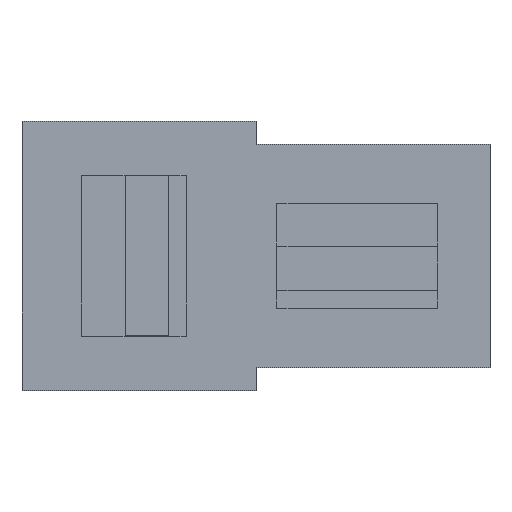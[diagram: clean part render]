
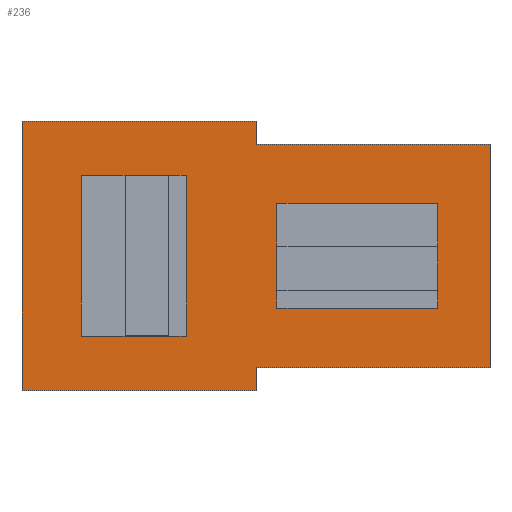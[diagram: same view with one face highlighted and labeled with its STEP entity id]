
A CAD part, top view. The second image highlights one B-rep face of the part: STEP entity #236.
In plain terms, the highlighted planar face has unit normal (0, 0, 1).
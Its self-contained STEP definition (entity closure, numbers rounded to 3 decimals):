
#24 = VERTEX_POINT('',#25);
#25 = CARTESIAN_POINT('',(0.,3.2,6.35));
#31 = EDGE_CURVE('',#24,#32,#34,.T.);
#32 = VERTEX_POINT('',#33);
#33 = CARTESIAN_POINT('',(0.,3.85,6.35));
#34 = LINE('',#35,#36);
#35 = CARTESIAN_POINT('',(0.,3.2,6.35));
#36 = VECTOR('',#37,1.);
#37 = DIRECTION('',(0.,1.,0.));
#62 = EDGE_CURVE('',#24,#63,#65,.T.);
#63 = VERTEX_POINT('',#64);
#64 = CARTESIAN_POINT('',(6.7,3.2,6.35));
#65 = LINE('',#66,#67);
#66 = CARTESIAN_POINT('',(0.,3.2,6.35));
#67 = VECTOR('',#68,1.);
#68 = DIRECTION('',(1.,0.,0.));
#93 = EDGE_CURVE('',#32,#94,#96,.T.);
#94 = VERTEX_POINT('',#95);
#95 = CARTESIAN_POINT('',(-6.7,3.85,6.35));
#96 = LINE('',#97,#98);
#97 = CARTESIAN_POINT('',(0.,3.85,6.35));
#98 = VECTOR('',#99,1.);
#99 = DIRECTION('',(-1.,0.,0.));
#236 = ADVANCED_FACE('',(#237,#280,#346),#412,.T.);
#237 = FACE_BOUND('',#238,.T.);
#238 = EDGE_LOOP('',(#239,#240,#241,#249,#257,#265,#273,#279));
#239 = ORIENTED_EDGE('',*,*,#31,.T.);
#240 = ORIENTED_EDGE('',*,*,#93,.T.);
#241 = ORIENTED_EDGE('',*,*,#242,.T.);
#242 = EDGE_CURVE('',#94,#243,#245,.T.);
#243 = VERTEX_POINT('',#244);
#244 = CARTESIAN_POINT('',(-6.7,-3.85,6.35));
#245 = LINE('',#246,#247);
#246 = CARTESIAN_POINT('',(-6.7,3.85,6.35));
#247 = VECTOR('',#248,1.);
#248 = DIRECTION('',(0.,-1.,0.));
#249 = ORIENTED_EDGE('',*,*,#250,.T.);
#250 = EDGE_CURVE('',#243,#251,#253,.T.);
#251 = VERTEX_POINT('',#252);
#252 = CARTESIAN_POINT('',(0.,-3.85,6.35));
#253 = LINE('',#254,#255);
#254 = CARTESIAN_POINT('',(-6.7,-3.85,6.35));
#255 = VECTOR('',#256,1.);
#256 = DIRECTION('',(1.,0.,0.));
#257 = ORIENTED_EDGE('',*,*,#258,.T.);
#258 = EDGE_CURVE('',#251,#259,#261,.T.);
#259 = VERTEX_POINT('',#260);
#260 = CARTESIAN_POINT('',(0.,-3.2,6.35));
#261 = LINE('',#262,#263);
#262 = CARTESIAN_POINT('',(0.,-3.85,6.35));
#263 = VECTOR('',#264,1.);
#264 = DIRECTION('',(0.,1.,0.));
#265 = ORIENTED_EDGE('',*,*,#266,.F.);
#266 = EDGE_CURVE('',#267,#259,#269,.T.);
#267 = VERTEX_POINT('',#268);
#268 = CARTESIAN_POINT('',(6.7,-3.2,6.35));
#269 = LINE('',#270,#271);
#270 = CARTESIAN_POINT('',(6.7,-3.2,6.35));
#271 = VECTOR('',#272,1.);
#272 = DIRECTION('',(-1.,0.,0.));
#273 = ORIENTED_EDGE('',*,*,#274,.F.);
#274 = EDGE_CURVE('',#63,#267,#275,.T.);
#275 = LINE('',#276,#277);
#276 = CARTESIAN_POINT('',(6.7,3.2,6.35));
#277 = VECTOR('',#278,1.);
#278 = DIRECTION('',(0.,-1.,0.));
#279 = ORIENTED_EDGE('',*,*,#62,.F.);
#280 = FACE_BOUND('',#281,.T.);
#281 = EDGE_LOOP('',(#282,#292,#300,#308,#316,#324,#332,#340));
#282 = ORIENTED_EDGE('',*,*,#283,.T.);
#283 = EDGE_CURVE('',#284,#286,#288,.T.);
#284 = VERTEX_POINT('',#285);
#285 = CARTESIAN_POINT('',(-5.,-2.3,6.35));
#286 = VERTEX_POINT('',#287);
#287 = CARTESIAN_POINT('',(-5.,2.3,6.35));
#288 = LINE('',#289,#290);
#289 = CARTESIAN_POINT('',(-5.,-2.3,6.35));
#290 = VECTOR('',#291,1.);
#291 = DIRECTION('',(0.,1.,0.));
#292 = ORIENTED_EDGE('',*,*,#293,.T.);
#293 = EDGE_CURVE('',#286,#294,#296,.T.);
#294 = VERTEX_POINT('',#295);
#295 = CARTESIAN_POINT('',(-3.75,2.3,6.35));
#296 = LINE('',#297,#298);
#297 = CARTESIAN_POINT('',(-5.,2.3,6.35));
#298 = VECTOR('',#299,1.);
#299 = DIRECTION('',(1.,0.,0.));
#300 = ORIENTED_EDGE('',*,*,#301,.T.);
#301 = EDGE_CURVE('',#294,#302,#304,.T.);
#302 = VERTEX_POINT('',#303);
#303 = CARTESIAN_POINT('',(-2.5,2.3,6.35));
#304 = LINE('',#305,#306);
#305 = CARTESIAN_POINT('',(-5.,2.3,6.35));
#306 = VECTOR('',#307,1.);
#307 = DIRECTION('',(1.,0.,0.));
#308 = ORIENTED_EDGE('',*,*,#309,.T.);
#309 = EDGE_CURVE('',#302,#310,#312,.T.);
#310 = VERTEX_POINT('',#311);
#311 = CARTESIAN_POINT('',(-2.,2.3,6.35));
#312 = LINE('',#313,#314);
#313 = CARTESIAN_POINT('',(-5.,2.3,6.35));
#314 = VECTOR('',#315,1.);
#315 = DIRECTION('',(1.,0.,0.));
#316 = ORIENTED_EDGE('',*,*,#317,.T.);
#317 = EDGE_CURVE('',#310,#318,#320,.T.);
#318 = VERTEX_POINT('',#319);
#319 = CARTESIAN_POINT('',(-2.,-2.3,6.35));
#320 = LINE('',#321,#322);
#321 = CARTESIAN_POINT('',(-2.,2.3,6.35));
#322 = VECTOR('',#323,1.);
#323 = DIRECTION('',(0.,-1.,0.));
#324 = ORIENTED_EDGE('',*,*,#325,.T.);
#325 = EDGE_CURVE('',#318,#326,#328,.T.);
#326 = VERTEX_POINT('',#327);
#327 = CARTESIAN_POINT('',(-2.5,-2.3,6.35));
#328 = LINE('',#329,#330);
#329 = CARTESIAN_POINT('',(-2.,-2.3,6.35));
#330 = VECTOR('',#331,1.);
#331 = DIRECTION('',(-1.,0.,0.));
#332 = ORIENTED_EDGE('',*,*,#333,.T.);
#333 = EDGE_CURVE('',#326,#334,#336,.T.);
#334 = VERTEX_POINT('',#335);
#335 = CARTESIAN_POINT('',(-3.75,-2.3,6.35));
#336 = LINE('',#337,#338);
#337 = CARTESIAN_POINT('',(-2.,-2.3,6.35));
#338 = VECTOR('',#339,1.);
#339 = DIRECTION('',(-1.,0.,0.));
#340 = ORIENTED_EDGE('',*,*,#341,.T.);
#341 = EDGE_CURVE('',#334,#284,#342,.T.);
#342 = LINE('',#343,#344);
#343 = CARTESIAN_POINT('',(-2.,-2.3,6.35));
#344 = VECTOR('',#345,1.);
#345 = DIRECTION('',(-1.,0.,0.));
#346 = FACE_BOUND('',#347,.T.);
#347 = EDGE_LOOP('',(#348,#358,#366,#374,#382,#390,#398,#406));
#348 = ORIENTED_EDGE('',*,*,#349,.F.);
#349 = EDGE_CURVE('',#350,#352,#354,.T.);
#350 = VERTEX_POINT('',#351);
#351 = CARTESIAN_POINT('',(5.2,1.5,6.35));
#352 = VERTEX_POINT('',#353);
#353 = CARTESIAN_POINT('',(0.6,1.5,6.35));
#354 = LINE('',#355,#356);
#355 = CARTESIAN_POINT('',(5.2,1.5,6.35));
#356 = VECTOR('',#357,1.);
#357 = DIRECTION('',(-1.,0.,0.));
#358 = ORIENTED_EDGE('',*,*,#359,.F.);
#359 = EDGE_CURVE('',#360,#350,#362,.T.);
#360 = VERTEX_POINT('',#361);
#361 = CARTESIAN_POINT('',(5.2,0.25,6.35));
#362 = LINE('',#363,#364);
#363 = CARTESIAN_POINT('',(5.2,-1.5,6.35));
#364 = VECTOR('',#365,1.);
#365 = DIRECTION('',(0.,1.,0.));
#366 = ORIENTED_EDGE('',*,*,#367,.F.);
#367 = EDGE_CURVE('',#368,#360,#370,.T.);
#368 = VERTEX_POINT('',#369);
#369 = CARTESIAN_POINT('',(5.2,-1.,6.35));
#370 = LINE('',#371,#372);
#371 = CARTESIAN_POINT('',(5.2,-1.5,6.35));
#372 = VECTOR('',#373,1.);
#373 = DIRECTION('',(0.,1.,0.));
#374 = ORIENTED_EDGE('',*,*,#375,.F.);
#375 = EDGE_CURVE('',#376,#368,#378,.T.);
#376 = VERTEX_POINT('',#377);
#377 = CARTESIAN_POINT('',(5.2,-1.5,6.35));
#378 = LINE('',#379,#380);
#379 = CARTESIAN_POINT('',(5.2,-1.5,6.35));
#380 = VECTOR('',#381,1.);
#381 = DIRECTION('',(0.,1.,0.));
#382 = ORIENTED_EDGE('',*,*,#383,.F.);
#383 = EDGE_CURVE('',#384,#376,#386,.T.);
#384 = VERTEX_POINT('',#385);
#385 = CARTESIAN_POINT('',(0.6,-1.5,6.35));
#386 = LINE('',#387,#388);
#387 = CARTESIAN_POINT('',(0.6,-1.5,6.35));
#388 = VECTOR('',#389,1.);
#389 = DIRECTION('',(1.,0.,0.));
#390 = ORIENTED_EDGE('',*,*,#391,.F.);
#391 = EDGE_CURVE('',#392,#384,#394,.T.);
#392 = VERTEX_POINT('',#393);
#393 = CARTESIAN_POINT('',(0.6,-1.,6.35));
#394 = LINE('',#395,#396);
#395 = CARTESIAN_POINT('',(0.6,1.5,6.35));
#396 = VECTOR('',#397,1.);
#397 = DIRECTION('',(0.,-1.,0.));
#398 = ORIENTED_EDGE('',*,*,#399,.F.);
#399 = EDGE_CURVE('',#400,#392,#402,.T.);
#400 = VERTEX_POINT('',#401);
#401 = CARTESIAN_POINT('',(0.6,0.25,6.35));
#402 = LINE('',#403,#404);
#403 = CARTESIAN_POINT('',(0.6,1.5,6.35));
#404 = VECTOR('',#405,1.);
#405 = DIRECTION('',(0.,-1.,0.));
#406 = ORIENTED_EDGE('',*,*,#407,.F.);
#407 = EDGE_CURVE('',#352,#400,#408,.T.);
#408 = LINE('',#409,#410);
#409 = CARTESIAN_POINT('',(0.6,1.5,6.35));
#410 = VECTOR('',#411,1.);
#411 = DIRECTION('',(0.,-1.,0.));
#412 = PLANE('',#413);
#413 = AXIS2_PLACEMENT_3D('',#414,#415,#416);
#414 = CARTESIAN_POINT('',(-0.206,0.,6.35));
#415 = DIRECTION('',(0.,0.,1.));
#416 = DIRECTION('',(1.,0.,0.));
